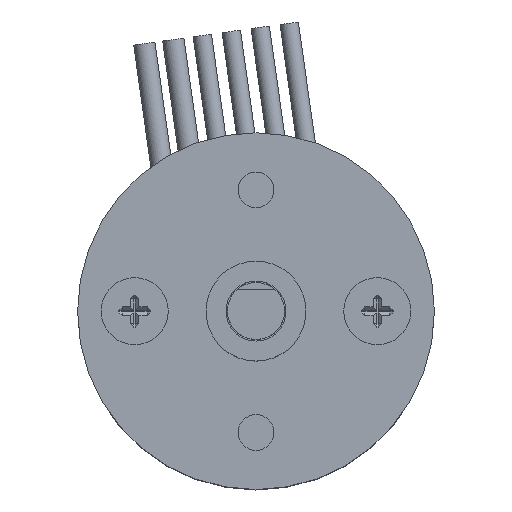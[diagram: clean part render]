
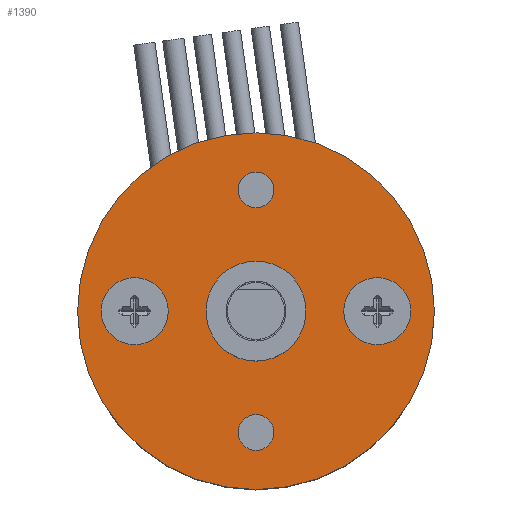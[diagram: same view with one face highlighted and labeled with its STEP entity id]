
A CAD part, top view. The second image highlights one B-rep face of the part: STEP entity #1390.
In plain terms, the highlighted planar face has unit normal (0, 0, 1).
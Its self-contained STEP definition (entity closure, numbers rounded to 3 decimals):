
#10 = VERTEX_POINT ( 'NONE', #6071 ) ;
#30 = CARTESIAN_POINT ( 'NONE',  ( 30.875, 8.5, 18.375 ) ) ;
#335 = CARTESIAN_POINT ( 'NONE',  ( 30.875, -8.5, 18.375 ) ) ;
#945 = CARTESIAN_POINT ( 'NONE',  ( 30.875, 0., 18.375 ) ) ;
#1390 = ADVANCED_FACE ( 'NONE', ( #15697, #2981, #9136, #1419, #21490, #26831 ), #24309, .F. ) ;
#1419 = FACE_BOUND ( 'NONE', #15201, .T. ) ;
#1517 = ORIENTED_EDGE ( 'NONE', *, *, #25763, .F. ) ;
#1598 = AXIS2_PLACEMENT_3D ( 'NONE', #9746, #29871, #2548 ) ;
#1754 = VERTEX_POINT ( 'NONE', #27730 ) ;
#1926 = DIRECTION ( 'NONE',  ( -1., 0., 0. ) ) ;
#2142 = VERTEX_POINT ( 'NONE', #2461 ) ;
#2181 = CARTESIAN_POINT ( 'NONE',  ( 22.375, 0., 18.375 ) ) ;
#2252 = CARTESIAN_POINT ( 'NONE',  ( 30.875, 0., 18.375 ) ) ;
#2461 = CARTESIAN_POINT ( 'NONE',  ( 34.375, 0., 18.375 ) ) ;
#2472 = CIRCLE ( 'NONE', #16431, 2.35 ) ;
#2548 = DIRECTION ( 'NONE',  ( -1., 0., 0. ) ) ;
#2981 = FACE_BOUND ( 'NONE', #6443, .T. ) ;
#3017 = DIRECTION ( 'NONE',  ( 1., 0., 0. ) ) ;
#3257 = AXIS2_PLACEMENT_3D ( 'NONE', #15125, #19760, #22240 ) ;
#4306 = EDGE_CURVE ( 'NONE', #15280, #27965, #24225, .T. ) ;
#4540 = EDGE_CURVE ( 'NONE', #2142, #27791, #24590, .T. ) ;
#4719 = EDGE_CURVE ( 'NONE', #7236, #6923, #15318, .T. ) ;
#5727 = ORIENTED_EDGE ( 'NONE', *, *, #4306, .F. ) ;
#6071 = CARTESIAN_POINT ( 'NONE',  ( 20.025, 0., 18.375 ) ) ;
#6443 = EDGE_LOOP ( 'NONE', ( #27615, #5727 ) ) ;
#6923 = VERTEX_POINT ( 'NONE', #25574 ) ;
#7211 = DIRECTION ( 'NONE',  ( 1., 0., 0. ) ) ;
#7236 = VERTEX_POINT ( 'NONE', #22022 ) ;
#7403 = CIRCLE ( 'NONE', #1598, 3.5 ) ;
#7516 = CARTESIAN_POINT ( 'NONE',  ( 30.875, 0., 18.375 ) ) ;
#7558 = EDGE_CURVE ( 'NONE', #30290, #16219, #21215, .T. ) ;
#7627 = EDGE_LOOP ( 'NONE', ( #21906, #9628 ) ) ;
#7875 = ORIENTED_EDGE ( 'NONE', *, *, #17059, .T. ) ;
#8182 = AXIS2_PLACEMENT_3D ( 'NONE', #9543, #24199, #1926 ) ;
#8468 = AXIS2_PLACEMENT_3D ( 'NONE', #17899, #12511, #29738 ) ;
#8817 = DIRECTION ( 'NONE',  ( 1., 0., 0. ) ) ;
#9085 = ORIENTED_EDGE ( 'NONE', *, *, #4540, .F. ) ;
#9136 = FACE_BOUND ( 'NONE', #28081, .T. ) ;
#9543 = CARTESIAN_POINT ( 'NONE',  ( 30.875, 0., 18.375 ) ) ;
#9628 = ORIENTED_EDGE ( 'NONE', *, *, #14401, .F. ) ;
#9664 = EDGE_LOOP ( 'NONE', ( #7875, #21850 ) ) ;
#9746 = CARTESIAN_POINT ( 'NONE',  ( 30.875, 0., 18.375 ) ) ;
#10041 = DIRECTION ( 'NONE',  ( 0., 0., 1. ) ) ;
#10529 = DIRECTION ( 'NONE',  ( -1., 0., 0. ) ) ;
#10634 = DIRECTION ( 'NONE',  ( 0., 0., -1. ) ) ;
#11965 = DIRECTION ( 'NONE',  ( 0., 0., 1. ) ) ;
#12015 = AXIS2_PLACEMENT_3D ( 'NONE', #2181, #19405, #19818 ) ;
#12511 = DIRECTION ( 'NONE',  ( 0., 0., 1. ) ) ;
#12629 = AXIS2_PLACEMENT_3D ( 'NONE', #7516, #19585, #31726 ) ;
#13016 = CARTESIAN_POINT ( 'NONE',  ( 39.375, 0., 18.375 ) ) ;
#13306 = EDGE_CURVE ( 'NONE', #1754, #18081, #15420, .T. ) ;
#13627 = CARTESIAN_POINT ( 'NONE',  ( 27.375, 0., 18.375 ) ) ;
#14401 = EDGE_CURVE ( 'NONE', #18081, #1754, #28391, .T. ) ;
#15125 = CARTESIAN_POINT ( 'NONE',  ( 22.375, 0., 18.375 ) ) ;
#15201 = EDGE_LOOP ( 'NONE', ( #17000, #21989 ) ) ;
#15280 = VERTEX_POINT ( 'NONE', #19081 ) ;
#15318 = CIRCLE ( 'NONE', #21915, 1.25 ) ;
#15420 = CIRCLE ( 'NONE', #18218, 12.5 ) ;
#15697 = FACE_BOUND ( 'NONE', #9664, .T. ) ;
#16084 = VERTEX_POINT ( 'NONE', #23909 ) ;
#16180 = AXIS2_PLACEMENT_3D ( 'NONE', #16255, #28522, #8817 ) ;
#16219 = VERTEX_POINT ( 'NONE', #31712 ) ;
#16255 = CARTESIAN_POINT ( 'NONE',  ( 30.875, 8.5, 18.375 ) ) ;
#16431 = AXIS2_PLACEMENT_3D ( 'NONE', #13016, #17318, #3017 ) ;
#16653 = AXIS2_PLACEMENT_3D ( 'NONE', #335, #22534, #27342 ) ;
#17000 = ORIENTED_EDGE ( 'NONE', *, *, #4719, .F. ) ;
#17018 = EDGE_CURVE ( 'NONE', #27791, #2142, #7403, .T. ) ;
#17058 = CIRCLE ( 'NONE', #3257, 2.35 ) ;
#17059 = EDGE_CURVE ( 'NONE', #16084, #10, #17058, .T. ) ;
#17318 = DIRECTION ( 'NONE',  ( 0., 0., 1. ) ) ;
#17899 = CARTESIAN_POINT ( 'NONE',  ( 39.375, 0., 18.375 ) ) ;
#18081 = VERTEX_POINT ( 'NONE', #24476 ) ;
#18218 = AXIS2_PLACEMENT_3D ( 'NONE', #945, #10634, #10529 ) ;
#19078 = DIRECTION ( 'NONE',  ( 1., 0., 0. ) ) ;
#19081 = CARTESIAN_POINT ( 'NONE',  ( 37.025, 0., 18.375 ) ) ;
#19405 = DIRECTION ( 'NONE',  ( 0., 0., -1. ) ) ;
#19585 = DIRECTION ( 'NONE',  ( 0., 0., 1. ) ) ;
#19760 = DIRECTION ( 'NONE',  ( 0., 0., -1. ) ) ;
#19818 = DIRECTION ( 'NONE',  ( -1., 0., 0. ) ) ;
#20676 = CIRCLE ( 'NONE', #16180, 1.25 ) ;
#21215 = CIRCLE ( 'NONE', #16653, 1.25 ) ;
#21333 = AXIS2_PLACEMENT_3D ( 'NONE', #2252, #26877, #21951 ) ;
#21472 = AXIS2_PLACEMENT_3D ( 'NONE', #24453, #11965, #19078 ) ;
#21490 = FACE_BOUND ( 'NONE', #31565, .T. ) ;
#21850 = ORIENTED_EDGE ( 'NONE', *, *, #28191, .T. ) ;
#21906 = ORIENTED_EDGE ( 'NONE', *, *, #13306, .F. ) ;
#21915 = AXIS2_PLACEMENT_3D ( 'NONE', #30, #10041, #7211 ) ;
#21951 = DIRECTION ( 'NONE',  ( -1., 0., 0. ) ) ;
#21952 = EDGE_CURVE ( 'NONE', #6923, #7236, #20676, .T. ) ;
#21989 = ORIENTED_EDGE ( 'NONE', *, *, #21952, .F. ) ;
#22022 = CARTESIAN_POINT ( 'NONE',  ( 32.125, 8.5, 18.375 ) ) ;
#22240 = DIRECTION ( 'NONE',  ( -1., 0., 0. ) ) ;
#22534 = DIRECTION ( 'NONE',  ( 0., 0., 1. ) ) ;
#22757 = CARTESIAN_POINT ( 'NONE',  ( 29.625, -8.5, 18.375 ) ) ;
#23070 = EDGE_CURVE ( 'NONE', #27965, #15280, #2472, .T. ) ;
#23472 = ORIENTED_EDGE ( 'NONE', *, *, #17018, .F. ) ;
#23909 = CARTESIAN_POINT ( 'NONE',  ( 24.725, 0., 18.375 ) ) ;
#24199 = DIRECTION ( 'NONE',  ( 0., 0., -1. ) ) ;
#24225 = CIRCLE ( 'NONE', #8468, 2.35 ) ;
#24309 = PLANE ( 'NONE',  #8182 ) ;
#24453 = CARTESIAN_POINT ( 'NONE',  ( 30.875, -8.5, 18.375 ) ) ;
#24476 = CARTESIAN_POINT ( 'NONE',  ( 18.375, 0., 18.375 ) ) ;
#24590 = CIRCLE ( 'NONE', #12629, 3.5 ) ;
#25005 = CIRCLE ( 'NONE', #12015, 2.35 ) ;
#25574 = CARTESIAN_POINT ( 'NONE',  ( 29.625, 8.5, 18.375 ) ) ;
#25763 = EDGE_CURVE ( 'NONE', #16219, #30290, #27884, .T. ) ;
#26831 = FACE_OUTER_BOUND ( 'NONE', #7627, .T. ) ;
#26877 = DIRECTION ( 'NONE',  ( 0., 0., -1. ) ) ;
#27342 = DIRECTION ( 'NONE',  ( 1., 0., 0. ) ) ;
#27615 = ORIENTED_EDGE ( 'NONE', *, *, #23070, .F. ) ;
#27730 = CARTESIAN_POINT ( 'NONE',  ( 43.375, 0., 18.375 ) ) ;
#27791 = VERTEX_POINT ( 'NONE', #13627 ) ;
#27884 = CIRCLE ( 'NONE', #21472, 1.25 ) ;
#27965 = VERTEX_POINT ( 'NONE', #29959 ) ;
#28081 = EDGE_LOOP ( 'NONE', ( #1517, #30836 ) ) ;
#28191 = EDGE_CURVE ( 'NONE', #10, #16084, #25005, .T. ) ;
#28391 = CIRCLE ( 'NONE', #21333, 12.5 ) ;
#28522 = DIRECTION ( 'NONE',  ( 0., 0., 1. ) ) ;
#29738 = DIRECTION ( 'NONE',  ( 1., 0., 0. ) ) ;
#29871 = DIRECTION ( 'NONE',  ( 0., 0., 1. ) ) ;
#29959 = CARTESIAN_POINT ( 'NONE',  ( 41.725, 0., 18.375 ) ) ;
#30290 = VERTEX_POINT ( 'NONE', #22757 ) ;
#30836 = ORIENTED_EDGE ( 'NONE', *, *, #7558, .F. ) ;
#31565 = EDGE_LOOP ( 'NONE', ( #23472, #9085 ) ) ;
#31712 = CARTESIAN_POINT ( 'NONE',  ( 32.125, -8.5, 18.375 ) ) ;
#31726 = DIRECTION ( 'NONE',  ( -1., 0., 0. ) ) ;
